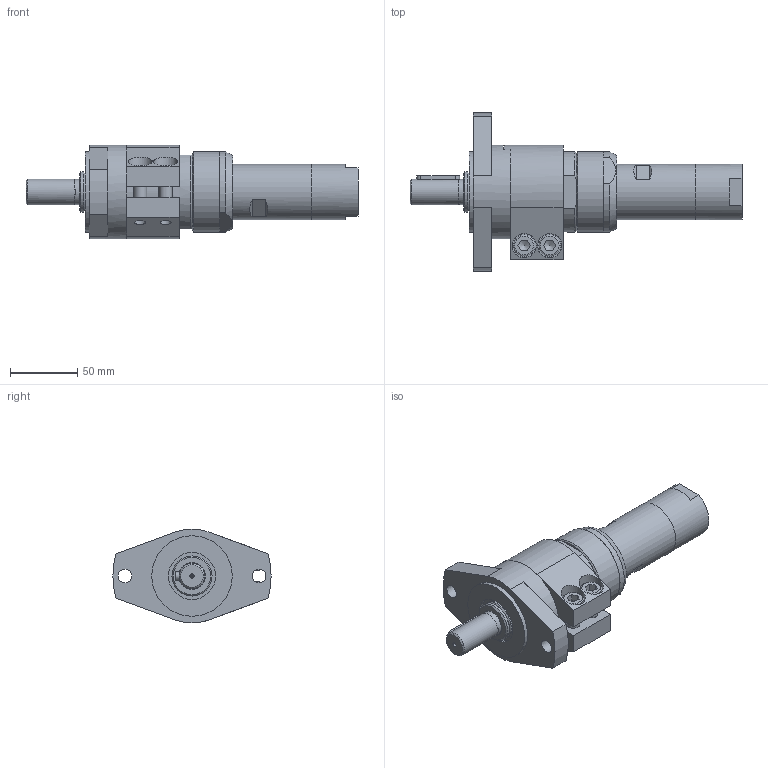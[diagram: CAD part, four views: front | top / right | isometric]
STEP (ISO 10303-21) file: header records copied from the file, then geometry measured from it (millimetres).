
FILE_DESCRIPTION(/* description */ (''),/* implementation_level */ '2;1');
FILE_NAME(/* name */ 'MRD 38- 203,5 F100 .stp',/* time_stamp */ '2014-01-16T13:13:50+01:00',/* author */ ('tpeskos'),/* organization */ (''),/* preprocessor_version */ 'ST-DEVELOPER v15.2',/* originating_system */ 'Autodesk Inventor 2014',/* authorisation */ '');
FILE_SCHEMA (('AUTOMOTIVE_DESIGN { 1 0 10303 214 3 1 1 }'));
Length unit declared in the file: millimetre
Products named in the file (1): MUD 23- 203,5 F100 
Bounding box: 247.5 x 118 x 70 mm (x, y, z)
Volume: 566013.7 mm3; surface area: 74672.8 mm2
Topology: 1 solids, 3 shells, 201 faces, 494 edges, 322 vertices
Faces by surface type: plane 126, cylinder 48, cone 21, torus 6
Full cylindrical faces by diameter (mm): 1.6 x1, 8.376 x2, 10 x2, 10.3 x2, 10.5 x2, 11.445 x2, 16 x2, 18 x2, 18.8 x1, 19 x1, 20 x1, 29.95 x2, 35 x1, 36.7 x1, 40 x1, 41.5 x2, 42 x1, 44 x1, 50.16 x1, 52 x1, 52.1 x1, 55.16 x1, 57 x1, 57.01 x1, 60 x3, 70 x1
Entity records: 5709 total; most frequent: CARTESIAN_POINT 1020, DIRECTION 928, ORIENTED_EDGE 818, EDGE_CURVE 409, AXIS2_PLACEMENT_3D 345, EDGE_LOOP 306, VERTEX_POINT 299, LINE 238
